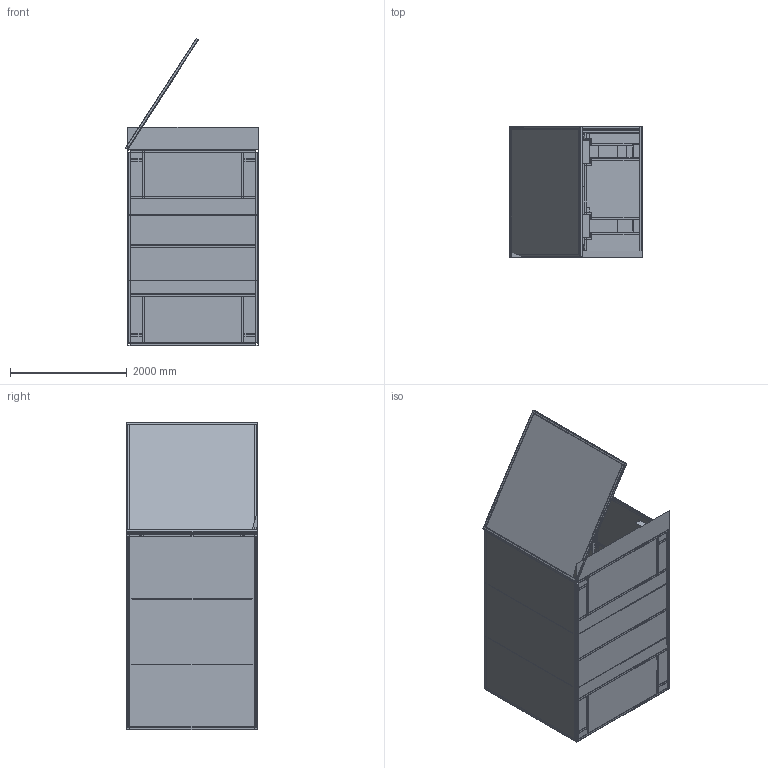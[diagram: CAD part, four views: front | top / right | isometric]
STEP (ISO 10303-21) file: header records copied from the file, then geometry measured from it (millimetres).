
FILE_DESCRIPTION(('FreeCAD Model'),'2;1');
FILE_NAME('Open CASCADE Shape Model','2025-05-04T04:52:19',('FreeCAD'),( 'FreeCAD'),'Open CASCADE STEP processor 7.6','FreeCAD','Unknown');
FILE_SCHEMA(('AUTOMOTIVE_DESIGN { 1 0 10303 214 1 1 1 1 }'));
Products named in the file (1): Open CASCADE STEP translator 7.6 1
Bounding box: 2281.65 x 2241.48 x 5275.55 mm (x, y, z)
Volume: 422405301.9 mm3; surface area: 209160362.3 mm2
Topology: 80 solids, 80 shells, 4155 faces, 10509 edges, 6514 vertices
Faces by surface type: bspline 4155
Entity records: 121996 total; most frequent: CARTESIAN_POINT 59061, ORIENTED_EDGE 21018, EDGE_CURVE 10509, B_SPLINE_CURVE_WITH_KNOTS 7937, VERTEX_POINT 6514, FACE_BOUND 4929, EDGE_LOOP 4929, ADVANCED_FACE 4155
